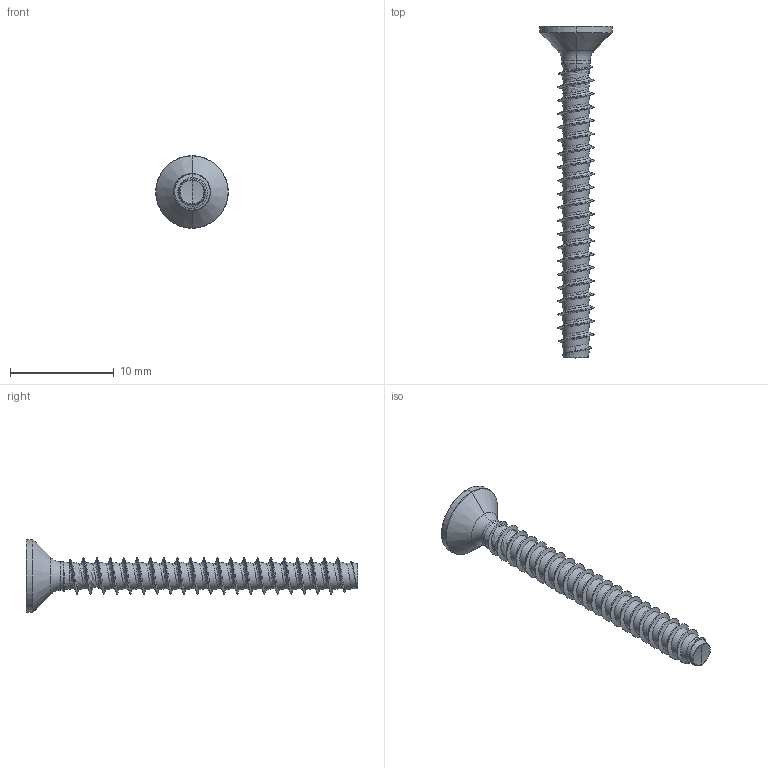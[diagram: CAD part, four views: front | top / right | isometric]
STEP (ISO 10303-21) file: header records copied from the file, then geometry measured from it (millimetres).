
FILE_DESCRIPTION (( 'STEP AP203' ), '1' );
FILE_NAME ('STP410350320.STEP', '2020-09-04T15:02:10', ( '' ), ( '' ), 'SwSTEP 2.0', 'SolidWorks 2015', '' );
FILE_SCHEMA (( 'CONFIG_CONTROL_DESIGN' ));
Length unit declared in the file: millimetre
Products named in the file (2): STP410350320
Bounding box: 7 x 32 x 7 mm (x, y, z)
Volume: 220.4 mm3; surface area: 493.2 mm2
Topology: 1 solids, 1 shells, 125 faces, 323 edges, 200 vertices
Faces by surface type: cylinder 68, bspline 35, cone 12, torus 6, sphere 2, plane 2
Entity records: 33502 total; most frequent: CARTESIAN_POINT 30810, ORIENTED_EDGE 642, DIRECTION 384, EDGE_CURVE 321, VERTEX_POINT 200, AXIS2_PLACEMENT_3D 150, B_SPLINE_CURVE_WITH_KNOTS 135, EDGE_LOOP 127
